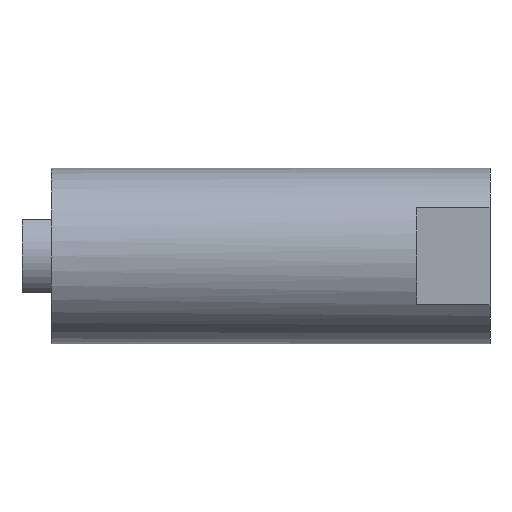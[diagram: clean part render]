
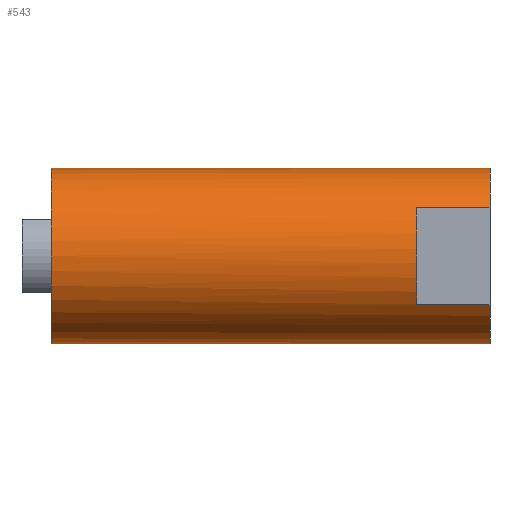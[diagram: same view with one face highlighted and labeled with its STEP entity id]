
A CAD part, left-side view. The second image highlights one B-rep face of the part: STEP entity #543.
In plain terms, the highlighted cylindrical face has radius 6 mm (diameter 12 mm), a partial arc.
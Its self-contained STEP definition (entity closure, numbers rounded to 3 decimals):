
#1 = AXIS2_PLACEMENT_3D ( 'NONE', #453, #457, #455 ) ;
#66 = AXIS2_PLACEMENT_3D ( 'NONE', #646, #643, #642 ) ;
#96 = AXIS2_PLACEMENT_3D ( 'NONE', #588, #585, #591 ) ;
#149 = AXIS2_PLACEMENT_3D ( 'NONE', #1259, #1253, #1248 ) ;
#164 = EDGE_CURVE ( 'NONE', #1006, #1005, #852, .T. ) ;
#169 = EDGE_CURVE ( 'NONE', #1011, #898, #873, .T. ) ;
#179 = AXIS2_PLACEMENT_3D ( 'NONE', #1079, #1077, #1075 ) ;
#254 = CARTESIAN_POINT ( 'NONE',  ( 0., 0., -6. ) ) ;
#272 = CARTESIAN_POINT ( 'NONE',  ( -5., 5., 3.317 ) ) ;
#278 = DIRECTION ( 'NONE',  ( 0., -1., 0. ) ) ;
#317 = EDGE_CURVE ( 'NONE', #1003, #1005, #839, .T. ) ;
#321 = DIRECTION ( 'NONE',  ( 0., -1., 0. ) ) ;
#325 = EDGE_CURVE ( 'NONE', #914, #898, #826, .T. ) ;
#348 = EDGE_CURVE ( 'NONE', #1011, #927, #686, .T. ) ;
#356 = EDGE_CURVE ( 'NONE', #1019, #914, #659, .T. ) ;
#361 = EDGE_CURVE ( 'NONE', #1019, #1003, #689, .T. ) ;
#362 = EDGE_CURVE ( 'NONE', #927, #1006, #655, .T. ) ;
#374 = FACE_OUTER_BOUND ( 'NONE', #894, .T. ) ;
#430 = CYLINDRICAL_SURFACE ( 'NONE', #1, 6. ) ;
#439 = CARTESIAN_POINT ( 'NONE',  ( 0., 0., -6. ) ) ;
#453 = CARTESIAN_POINT ( 'NONE',  ( 0., 0., 0. ) ) ;
#455 = DIRECTION ( 'NONE',  ( 0., 0., -1. ) ) ;
#457 = DIRECTION ( 'NONE',  ( 0., -1., 0. ) ) ;
#543 = ADVANCED_FACE ( 'NONE', ( #374 ), #430, .T. ) ;
#585 = DIRECTION ( 'NONE',  ( 0., -1., 0. ) ) ;
#588 = CARTESIAN_POINT ( 'NONE',  ( 0., 5., 0. ) ) ;
#591 = DIRECTION ( 'NONE',  ( 0., 0., -1. ) ) ;
#594 = CARTESIAN_POINT ( 'NONE',  ( -5., 5., -3.317 ) ) ;
#596 = DIRECTION ( 'NONE',  ( 0., -1., 0. ) ) ;
#630 = CARTESIAN_POINT ( 'NONE',  ( 0., 0., 6. ) ) ;
#632 = DIRECTION ( 'NONE',  ( 0., -1., 0. ) ) ;
#642 = DIRECTION ( 'NONE',  ( 0., 0., -1. ) ) ;
#643 = DIRECTION ( 'NONE',  ( 0., -1., 0. ) ) ;
#646 = CARTESIAN_POINT ( 'NONE',  ( 0., 30., 0. ) ) ;
#655 = LINE ( 'NONE', #594, #698 ) ;
#659 = LINE ( 'NONE', #630, #664 ) ;
#664 = VECTOR ( 'NONE', #632, 1000. ) ;
#686 = CIRCLE ( 'NONE', #96, 6. ) ;
#689 = CIRCLE ( 'NONE', #66, 6. ) ;
#698 = VECTOR ( 'NONE', #596, 1000. ) ;
#713 = CARTESIAN_POINT ( 'NONE',  ( -5., 5., -3.317 ) ) ;
#714 = CARTESIAN_POINT ( 'NONE',  ( 0., 0., 6. ) ) ;
#721 = CARTESIAN_POINT ( 'NONE',  ( -5., 0., 3.317 ) ) ;
#787 = ORIENTED_EDGE ( 'NONE', *, *, #317, .T. ) ;
#826 = CIRCLE ( 'NONE', #149, 6. ) ;
#829 = ORIENTED_EDGE ( 'NONE', *, *, #169, .T. ) ;
#830 = ORIENTED_EDGE ( 'NONE', *, *, #356, .F. ) ;
#833 = VECTOR ( 'NONE', #321, 1000. ) ;
#837 = VECTOR ( 'NONE', #278, 1000. ) ;
#839 = LINE ( 'NONE', #254, #833 ) ;
#840 = ORIENTED_EDGE ( 'NONE', *, *, #325, .F. ) ;
#852 = CIRCLE ( 'NONE', #179, 6. ) ;
#873 = LINE ( 'NONE', #272, #837 ) ;
#894 = EDGE_LOOP ( 'NONE', ( #830, #911, #787, #959, #905, #971, #829, #840 ) ) ;
#898 = VERTEX_POINT ( 'NONE', #721 ) ;
#905 = ORIENTED_EDGE ( 'NONE', *, *, #362, .F. ) ;
#911 = ORIENTED_EDGE ( 'NONE', *, *, #361, .T. ) ;
#914 = VERTEX_POINT ( 'NONE', #714 ) ;
#927 = VERTEX_POINT ( 'NONE', #713 ) ;
#959 = ORIENTED_EDGE ( 'NONE', *, *, #164, .F. ) ;
#971 = ORIENTED_EDGE ( 'NONE', *, *, #348, .F. ) ;
#1003 = VERTEX_POINT ( 'NONE', #1159 ) ;
#1005 = VERTEX_POINT ( 'NONE', #439 ) ;
#1006 = VERTEX_POINT ( 'NONE', #1164 ) ;
#1011 = VERTEX_POINT ( 'NONE', #1154 ) ;
#1019 = VERTEX_POINT ( 'NONE', #1151 ) ;
#1075 = DIRECTION ( 'NONE',  ( 0., 0., -1. ) ) ;
#1077 = DIRECTION ( 'NONE',  ( 0., -1., 0. ) ) ;
#1079 = CARTESIAN_POINT ( 'NONE',  ( 0., 0., 0. ) ) ;
#1151 = CARTESIAN_POINT ( 'NONE',  ( 0., 30., 6. ) ) ;
#1154 = CARTESIAN_POINT ( 'NONE',  ( -5., 5., 3.317 ) ) ;
#1159 = CARTESIAN_POINT ( 'NONE',  ( 0., 30., -6. ) ) ;
#1164 = CARTESIAN_POINT ( 'NONE',  ( -5., 0., -3.317 ) ) ;
#1248 = DIRECTION ( 'NONE',  ( 0., 0., -1. ) ) ;
#1253 = DIRECTION ( 'NONE',  ( 0., -1., 0. ) ) ;
#1259 = CARTESIAN_POINT ( 'NONE',  ( 0., 0., 0. ) ) ;
